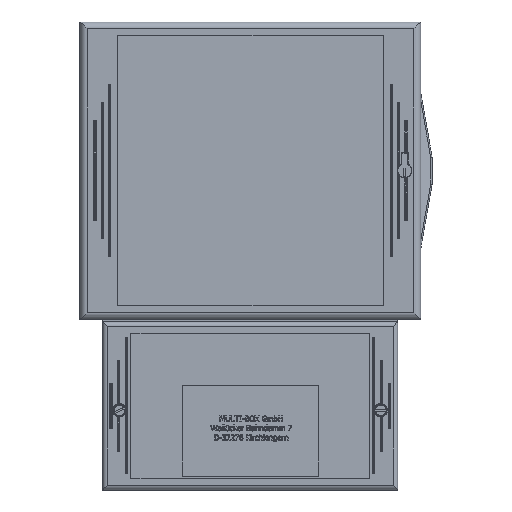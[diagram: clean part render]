
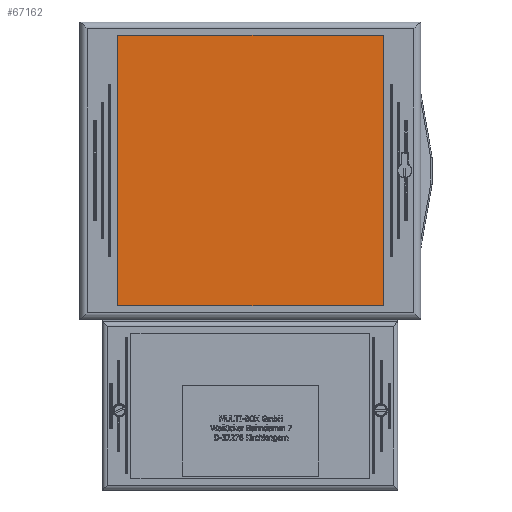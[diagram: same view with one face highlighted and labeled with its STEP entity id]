
A CAD part, top view. The second image highlights one B-rep face of the part: STEP entity #67162.
In plain terms, the highlighted planar face has unit normal (0, 0, 1).
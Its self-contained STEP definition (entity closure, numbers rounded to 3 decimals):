
#67060=CARTESIAN_POINT('',(-69.971,176.432,16.5));
#67061=VERTEX_POINT('',#67060);
#67062=CARTESIAN_POINT('',(-69.971,57.232,16.5));
#67063=VERTEX_POINT('',#67062);
#67064=CARTESIAN_POINT('',(-69.971,176.432,16.5));
#67065=DIRECTION('',(0.0,-1.0,0.0));
#67066=VECTOR('',#67065,119.2);
#67067=LINE('',#67064,#67066);
#67068=EDGE_CURVE('',#67061,#67063,#67067,.T.);
#67091=CARTESIAN_POINT('',(47.029,57.232,16.5));
#67092=VERTEX_POINT('',#67091);
#67093=CARTESIAN_POINT('',(-69.971,57.232,16.5));
#67094=DIRECTION('',(1.0,0.0,0.0));
#67095=VECTOR('',#67094,117.0);
#67096=LINE('',#67093,#67095);
#67097=EDGE_CURVE('',#67063,#67092,#67096,.T.);
#67115=CARTESIAN_POINT('',(47.029,176.432,16.5));
#67116=VERTEX_POINT('',#67115);
#67117=CARTESIAN_POINT('',(47.029,57.232,16.5));
#67118=DIRECTION('',(0.0,1.0,0.0));
#67119=VECTOR('',#67118,119.2);
#67120=LINE('',#67117,#67119);
#67121=EDGE_CURVE('',#67092,#67116,#67120,.T.);
#67139=CARTESIAN_POINT('',(47.029,176.432,16.5));
#67140=DIRECTION('',(-1.0,0.0,0.0));
#67141=VECTOR('',#67140,117.);
#67142=LINE('',#67139,#67141);
#67143=EDGE_CURVE('',#67116,#67061,#67142,.T.);
#67151=CARTESIAN_POINT('',(-11.471,116.832,16.5));
#67152=DIRECTION('',(0.0,0.0,1.0));
#67153=DIRECTION('',(1.0,0.0,0.0));
#67154=AXIS2_PLACEMENT_3D('',#67151,#67152,#67153);
#67155=PLANE('',#67154);
#67156=ORIENTED_EDGE('',*,*,#67068,.T.);
#67157=ORIENTED_EDGE('',*,*,#67097,.T.);
#67158=ORIENTED_EDGE('',*,*,#67121,.T.);
#67159=ORIENTED_EDGE('',*,*,#67143,.T.);
#67160=EDGE_LOOP('',(#67156,#67157,#67158,#67159));
#67161=FACE_OUTER_BOUND('',#67160,.T.);
#67162=ADVANCED_FACE('',(#67161),#67155,.T.);
